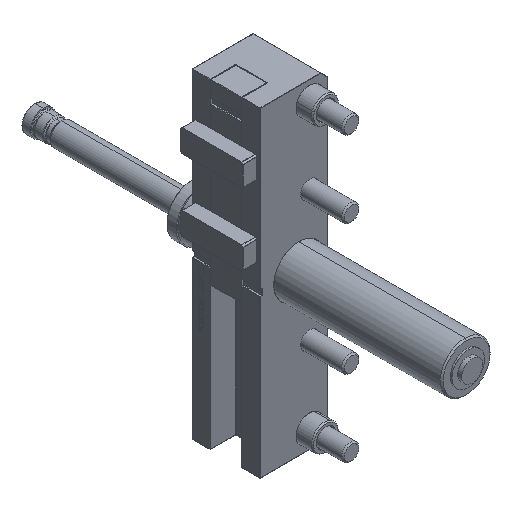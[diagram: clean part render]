
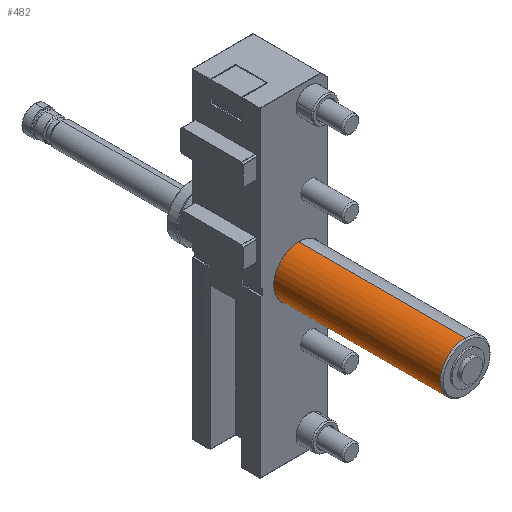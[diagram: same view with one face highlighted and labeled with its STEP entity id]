
A CAD part, isometric view. The second image highlights one B-rep face of the part: STEP entity #482.
In plain terms, the highlighted cylindrical face has radius 17.5 mm (diameter 35 mm), a partial arc.
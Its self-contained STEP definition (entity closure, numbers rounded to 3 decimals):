
#482 = ADVANCED_FACE ( 'NONE', ( #20402 ), #18702, .T. ) ;
#864 = VECTOR ( 'NONE', #7280, 1000. ) ;
#1534 = CARTESIAN_POINT ( 'NONE',  ( -3.5, -117.1, -17.5 ) ) ;
#1902 = EDGE_CURVE ( 'NONE', #8231, #2740, #10106, .T. ) ;
#1950 = DIRECTION ( 'NONE',  ( 0., 0., -1. ) ) ;
#2740 = VERTEX_POINT ( 'NONE', #1534 ) ;
#3321 = CARTESIAN_POINT ( 'NONE',  ( -3.5, 2., 0. ) ) ;
#4004 = AXIS2_PLACEMENT_3D ( 'NONE', #3321, #21792, #5136 ) ;
#4079 = EDGE_LOOP ( 'NONE', ( #10409, #10658, #14334, #23814 ) ) ;
#5136 = DIRECTION ( 'NONE',  ( 0., 0., -1. ) ) ;
#6661 = VECTOR ( 'NONE', #18929, 1000. ) ;
#7280 = DIRECTION ( 'NONE',  ( 0., -1., 0. ) ) ;
#8231 = VERTEX_POINT ( 'NONE', #17892 ) ;
#9022 = CIRCLE ( 'NONE', #4004, 17.5 ) ;
#10106 = CIRCLE ( 'NONE', #23841, 17.5 ) ;
#10409 = ORIENTED_EDGE ( 'NONE', *, *, #22648, .T. ) ;
#10658 = ORIENTED_EDGE ( 'NONE', *, *, #17470, .T. ) ;
#10915 = LINE ( 'NONE', #20245, #864 ) ;
#11767 = AXIS2_PLACEMENT_3D ( 'NONE', #14789, #12688, #1950 ) ;
#12274 = VERTEX_POINT ( 'NONE', #14260 ) ;
#12688 = DIRECTION ( 'NONE',  ( 0., -1., 0. ) ) ;
#12775 = CARTESIAN_POINT ( 'NONE',  ( -3.5, -113.403, 17.5 ) ) ;
#14260 = CARTESIAN_POINT ( 'NONE',  ( -3.5, 2., 17.5 ) ) ;
#14334 = ORIENTED_EDGE ( 'NONE', *, *, #1902, .T. ) ;
#14789 = CARTESIAN_POINT ( 'NONE',  ( -3.5, -113.403, 0. ) ) ;
#15656 = DIRECTION ( 'NONE',  ( 0., 0., 1. ) ) ;
#17191 = CARTESIAN_POINT ( 'NONE',  ( -3.5, 2., -17.5 ) ) ;
#17430 = EDGE_CURVE ( 'NONE', #21129, #2740, #10915, .T. ) ;
#17470 = EDGE_CURVE ( 'NONE', #12274, #8231, #18455, .T. ) ;
#17892 = CARTESIAN_POINT ( 'NONE',  ( -3.5, -117.1, 17.5 ) ) ;
#18455 = LINE ( 'NONE', #12775, #6661 ) ;
#18702 = CYLINDRICAL_SURFACE ( 'NONE', #11767, 17.5 ) ;
#18929 = DIRECTION ( 'NONE',  ( 0., -1., 0. ) ) ;
#19551 = CARTESIAN_POINT ( 'NONE',  ( -3.5, -117.1, 0. ) ) ;
#20245 = CARTESIAN_POINT ( 'NONE',  ( -3.5, -113.403, -17.5 ) ) ;
#20402 = FACE_OUTER_BOUND ( 'NONE', #4079, .T. ) ;
#21129 = VERTEX_POINT ( 'NONE', #17191 ) ;
#21792 = DIRECTION ( 'NONE',  ( 0., -1., 0. ) ) ;
#22648 = EDGE_CURVE ( 'NONE', #21129, #12274, #9022, .T. ) ;
#23249 = DIRECTION ( 'NONE',  ( 0., 1., 0. ) ) ;
#23814 = ORIENTED_EDGE ( 'NONE', *, *, #17430, .F. ) ;
#23841 = AXIS2_PLACEMENT_3D ( 'NONE', #19551, #23249, #15656 ) ;
